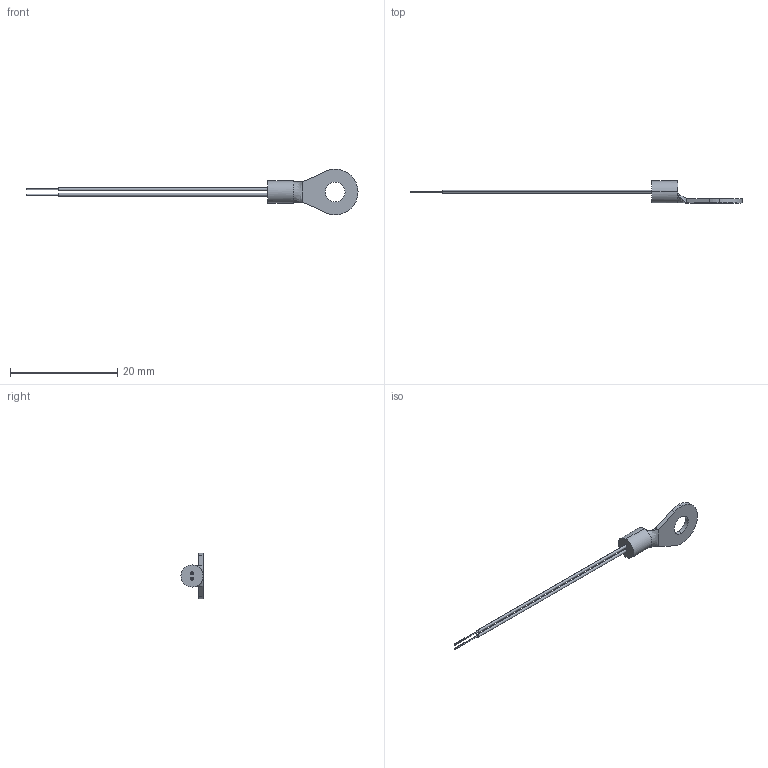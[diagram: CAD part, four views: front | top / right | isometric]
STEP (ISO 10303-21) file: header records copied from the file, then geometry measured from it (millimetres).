
FILE_DESCRIPTION (( 'STEP AP214' ), '1' );
FILE_NAME ('NTCALUG02A103F.STEP', '2018-02-19T14:40:05', ( '' ), ( '' ), 'SwSTEP 2.0', 'SolidWorks 2018', '' );
FILE_SCHEMA (( 'AUTOMOTIVE_DESIGN' ));
Length unit declared in the file: millimetre
Products named in the file (1): NTCALUG02A103F
Bounding box: 61.8 x 4.1 x 8.5 mm (x, y, z)
Volume: 133.6 mm3; surface area: 391.4 mm2
Topology: 1 solids, 1 shells, 33 faces, 83 edges, 54 vertices
Faces by surface type: cylinder 15, plane 10, bspline 8
Entity records: 1443 total; most frequent: CARTESIAN_POINT 608, ORIENTED_EDGE 162, DIRECTION 134, EDGE_CURVE 81, AXIS2_PLACEMENT_3D 55, VERTEX_POINT 54, EDGE_LOOP 39, FACE_OUTER_BOUND 33
